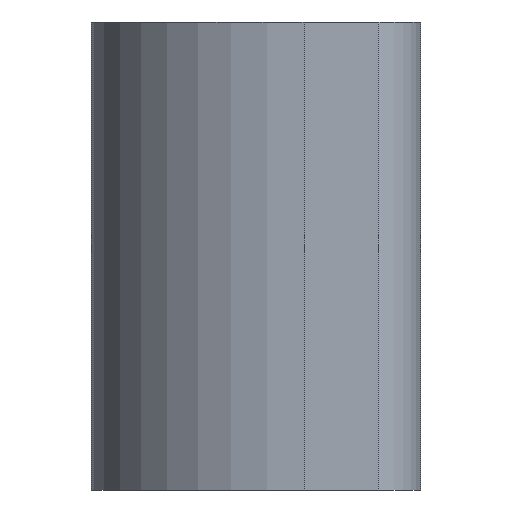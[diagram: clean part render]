
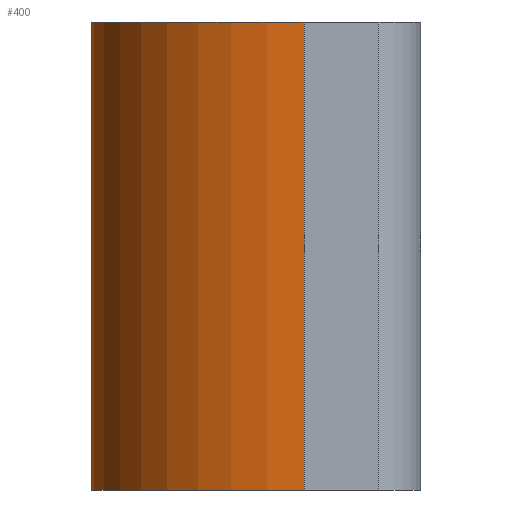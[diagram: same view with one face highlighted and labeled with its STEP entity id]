
A CAD part, left-side view. The second image highlights one B-rep face of the part: STEP entity #400.
In plain terms, the highlighted cylindrical face has radius 8.661 mm (diameter 17.323 mm), a partial arc.
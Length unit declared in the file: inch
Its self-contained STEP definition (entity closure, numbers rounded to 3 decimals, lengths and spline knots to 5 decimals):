
#8 = EDGE_CURVE ( 'NONE', #765, #462, #662, .T. ) ;
#18 = CIRCLE ( 'NONE', #441, 0.341 ) ;
#23 = AXIS2_PLACEMENT_3D ( 'NONE', #417, #47, #486 ) ;
#47 = DIRECTION ( 'NONE',  ( 0., 0., -1. ) ) ;
#66 = CARTESIAN_POINT ( 'NONE',  ( -1.216, 0.187, -0.375 ) ) ;
#69 = CARTESIAN_POINT ( 'NONE',  ( -0.875, 0.187, 0.375 ) ) ;
#96 = AXIS2_PLACEMENT_3D ( 'NONE', #69, #129, #634 ) ;
#99 = CARTESIAN_POINT ( 'NONE',  ( -0.534, 0.187, 0.375 ) ) ;
#106 = CARTESIAN_POINT ( 'NONE',  ( -0.534, 0.187, 0.375 ) ) ;
#129 = DIRECTION ( 'NONE',  ( 0., 0., -1. ) ) ;
#164 = CARTESIAN_POINT ( 'NONE',  ( -1.216, 0.187, 0.375 ) ) ;
#182 = DIRECTION ( 'NONE',  ( 0., 0., -1. ) ) ;
#242 = EDGE_CURVE ( 'NONE', #462, #576, #18, .T. ) ;
#257 = CARTESIAN_POINT ( 'NONE',  ( -1.216, 0.187, 0.375 ) ) ;
#268 = DIRECTION ( 'NONE',  ( 1., 0., 0. ) ) ;
#315 = DIRECTION ( 'NONE',  ( 0., 0., -1. ) ) ;
#390 = CYLINDRICAL_SURFACE ( 'NONE', #96, 0.341 ) ;
#400 = ADVANCED_FACE ( 'NONE', ( #652 ), #390, .T. ) ;
#406 = ORIENTED_EDGE ( 'NONE', *, *, #775, .T. ) ;
#417 = CARTESIAN_POINT ( 'NONE',  ( -0.875, 0.187, 0.375 ) ) ;
#441 = AXIS2_PLACEMENT_3D ( 'NONE', #772, #315, #268 ) ;
#443 = ORIENTED_EDGE ( 'NONE', *, *, #782, .T. ) ;
#455 = CARTESIAN_POINT ( 'NONE',  ( -0.534, 0.187, -0.375 ) ) ;
#462 = VERTEX_POINT ( 'NONE', #66 ) ;
#480 = CIRCLE ( 'NONE', #23, 0.341 ) ;
#486 = DIRECTION ( 'NONE',  ( 1., 0., 0. ) ) ;
#490 = VECTOR ( 'NONE', #182, 39.37008 ) ;
#548 = DIRECTION ( 'NONE',  ( 0., 0., -1. ) ) ;
#576 = VERTEX_POINT ( 'NONE', #455 ) ;
#634 = DIRECTION ( 'NONE',  ( -1., 0., 0. ) ) ;
#640 = ORIENTED_EDGE ( 'NONE', *, *, #242, .F. ) ;
#649 = VECTOR ( 'NONE', #548, 39.37008 ) ;
#652 = FACE_OUTER_BOUND ( 'NONE', #684, .T. ) ;
#662 = LINE ( 'NONE', #257, #490 ) ;
#684 = EDGE_LOOP ( 'NONE', ( #640, #749, #406, #443 ) ) ;
#724 = VERTEX_POINT ( 'NONE', #99 ) ;
#749 = ORIENTED_EDGE ( 'NONE', *, *, #8, .F. ) ;
#765 = VERTEX_POINT ( 'NONE', #164 ) ;
#772 = CARTESIAN_POINT ( 'NONE',  ( -0.875, 0.187, -0.375 ) ) ;
#775 = EDGE_CURVE ( 'NONE', #765, #724, #480, .T. ) ;
#782 = EDGE_CURVE ( 'NONE', #724, #576, #805, .T. ) ;
#805 = LINE ( 'NONE', #106, #649 ) ;
